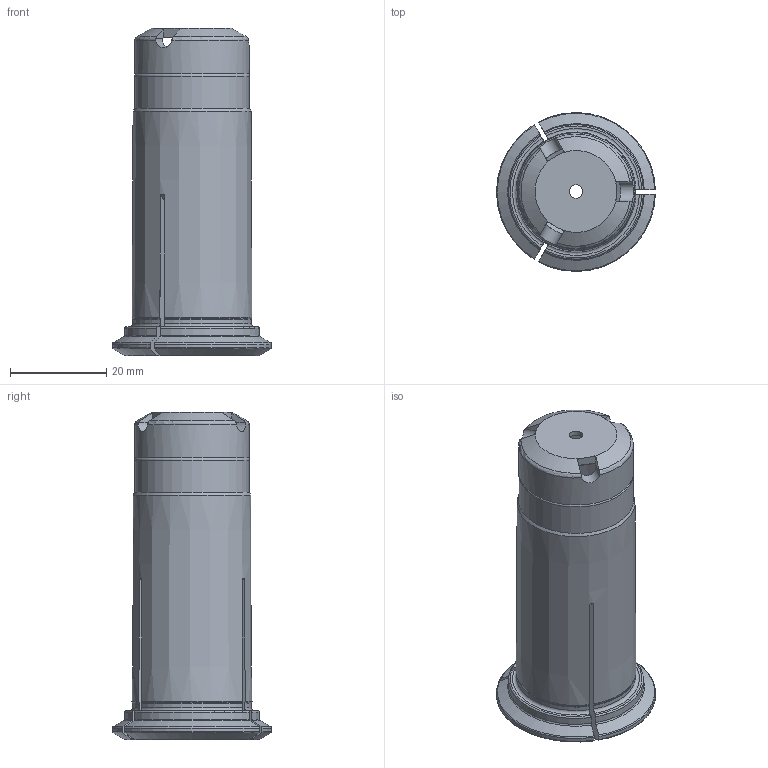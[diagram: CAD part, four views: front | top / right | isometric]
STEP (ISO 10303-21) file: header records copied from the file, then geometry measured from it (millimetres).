
FILE_DESCRIPTION(/* description */ (''),/* implementation_level */ '2;1');
FILE_NAME(/* name */ '172507940.stp',/* time_stamp */ '2021-01-08T12:18:35',/* author */ ('LRA'),/* organization */ ('REGO-FIX'),/* preprocessor_version */ ' Unknown',/* originating_system */ 'SIEMENS PLM Software Solid Edge ST10',/* authorization */ 'Unknown');
FILE_SCHEMA (('AUTOMOTIVE_DESIGN { 1 0 10303 214 2 1 1}'));
Length unit declared in the file: millimetre
Products named in the file (1): NOCUT
Bounding box: 32.99 x 33 x 67.9 mm (x, y, z)
Volume: 35.1 mm3; surface area: 11423.4 mm2
Topology: 1 solids, 2 shells, 95 faces, 290 edges, 190 vertices
Faces by surface type: plane 29, torus 25, cylinder 22, cone 19
Full cylindrical faces by diameter (mm): 2.8 x1, 7.938 x1, 9 x1, 18.5 x1, 20.4 x1, 20.917 x1, 22 x1, 22.2 x1, 23.8 x2
Entity records: 3900 total; most frequent: CARTESIAN_POINT 791, ORIENTED_EDGE 514, DIRECTION 484, EDGE_CURVE 257, AXIS2_PLACEMENT_3D 203, VERTEX_POINT 179, EDGE_LOOP 124, FACE_BOUND 124
